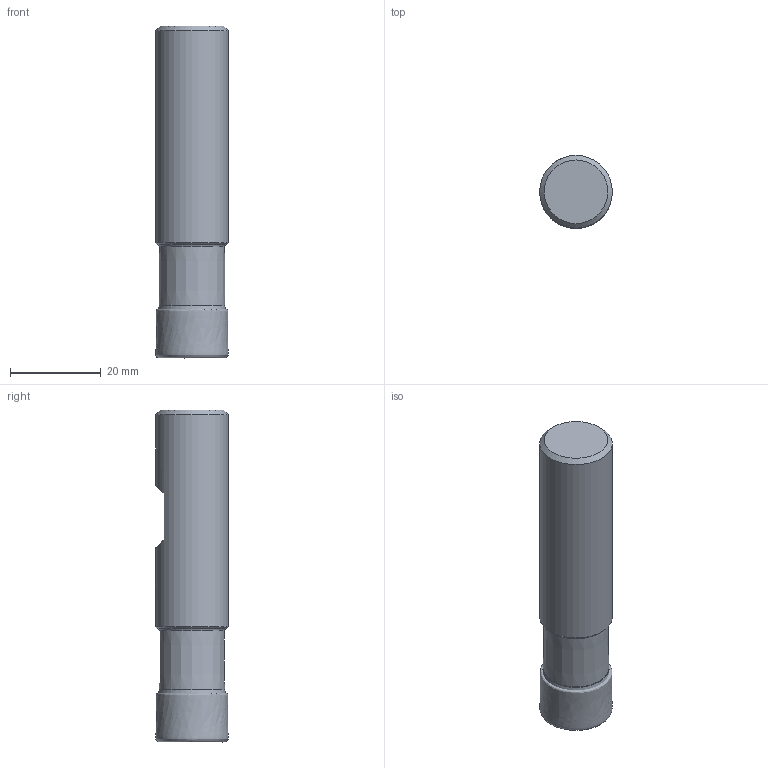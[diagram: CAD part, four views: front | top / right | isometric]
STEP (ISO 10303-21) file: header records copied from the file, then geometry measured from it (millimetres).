
FILE_DESCRIPTION(/* description */ (''),/* implementation_level */ '2;1');
FILE_NAME(/* name */ 'toolassembly_1.stp',/* time_stamp */ '2020-04-15T16:27:36+02:00',/* author */ (''),/* organization */ ('SMS'),/* preprocessor_version */ 'ST-DEVELOPER v16.7',/* originating_system */ 'SIEMENS PLM Software NX 12.0',/* authorisation */ '');
FILE_SCHEMA (('AUTOMOTIVE_DESIGN { 1 0 10303 214 3 1 1 1 }'));
Length unit declared in the file: millimetre
Products named in the file (4): CUT_20200415162704; NOCUT_20200415162644; ASSEMBLY_CONSTRUCTION; TOOLASSEMBLY_1
Assembly tree (3 placements, depth 2):
  TOOLASSEMBLY_1
    ASSEMBLY_CONSTRUCTION
    NOCUT_20200415162644
    CUT_20200415162704
Bounding box: 15.99 x 15.99 x 73.02 mm (x, y, z)
Volume: 15582.8 mm3; surface area: 4872.3 mm2
Topology: 2 solids, 2 shells, 22 faces, 42 edges, 32 vertices
Faces by surface type: plane 7, cone 7, torus 6, bspline 1, cylinder 1
Full cylindrical faces by diameter (mm): 15.995 x1
Entity records: 6141 total; most frequent: CARTESIAN_POINT 5579, DIRECTION 106, AXIS2_PLACEMENT_3D 51, ORIENTED_EDGE 46, EDGE_LOOP 38, FACE_BOUND 34, EDGE_CURVE 23, ADVANCED_FACE 22
